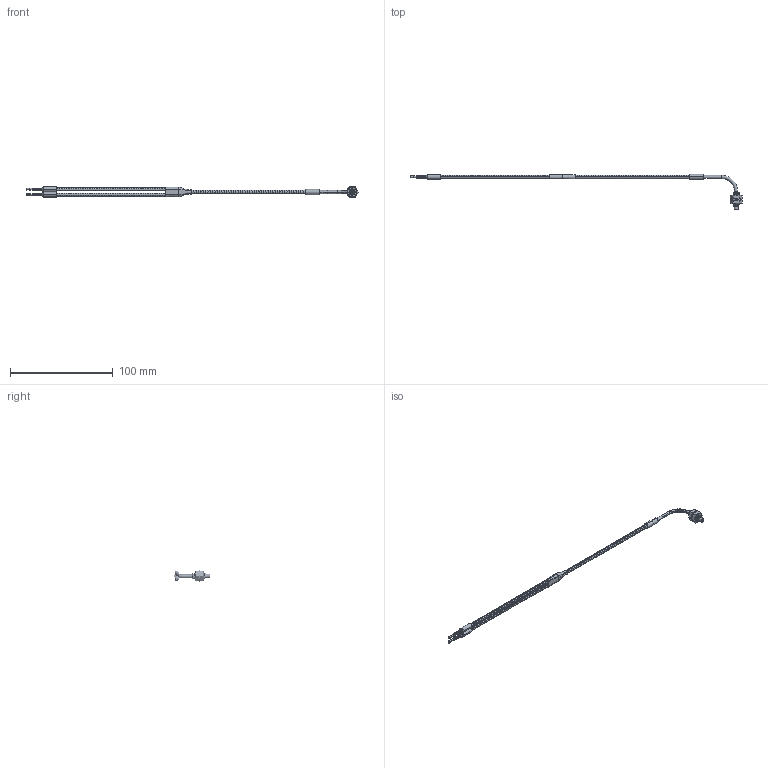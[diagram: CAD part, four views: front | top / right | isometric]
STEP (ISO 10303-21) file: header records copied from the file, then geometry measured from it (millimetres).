
FILE_DESCRIPTION((''),'2;1');
FILE_NAME('188744_ASM','2016-01-12T',('pdmadmin'),(''),'PRO/ENGINEER BY PARAMETRIC TECHNOLOGY CORPORATION, 2013230','PRO/ENGINEER BY PARAMETRIC TECHNOLOGY CORPORATION, 2013230','');
FILE_SCHEMA(('CONFIG_CONTROL_DESIGN'));
Length unit declared in the file: inch
Products named in the file (13): 39345; 15588; 111876; 110534; 111770; 110533; 111768; 58193_AF0; 58193_AF1; 110532; 111402; 30920; 188744_ASM
Assembly tree (16 placements, depth 2):
  188744_ASM
    39345
    15588
    111876
    110534
    111770
    110533  x2
    111768  x2
    58193_AF0
    58193_AF1
    110532  x2
    111402  x2
    30920
Bounding box: 323.21 x 34.46 x 11 mm (x, y, z)
Volume: 2747.7 mm3; surface area: 18730.5 mm2
Topology: 19 solids, 23 shells, 1220 faces, 2524 edges, 1342 vertices
Faces by surface type: torus 404, cone 278, cylinder 254, bspline 218, plane 66
Entity records: 49464 total; most frequent: CARTESIAN_POINT 34157, DIRECTION 3254, ORIENTED_EDGE 3048, EDGE_CURVE 1530, AXIS2_PLACEMENT_3D 1368, VERTEX_POINT 832, CIRCLE 763, EDGE_LOOP 746
